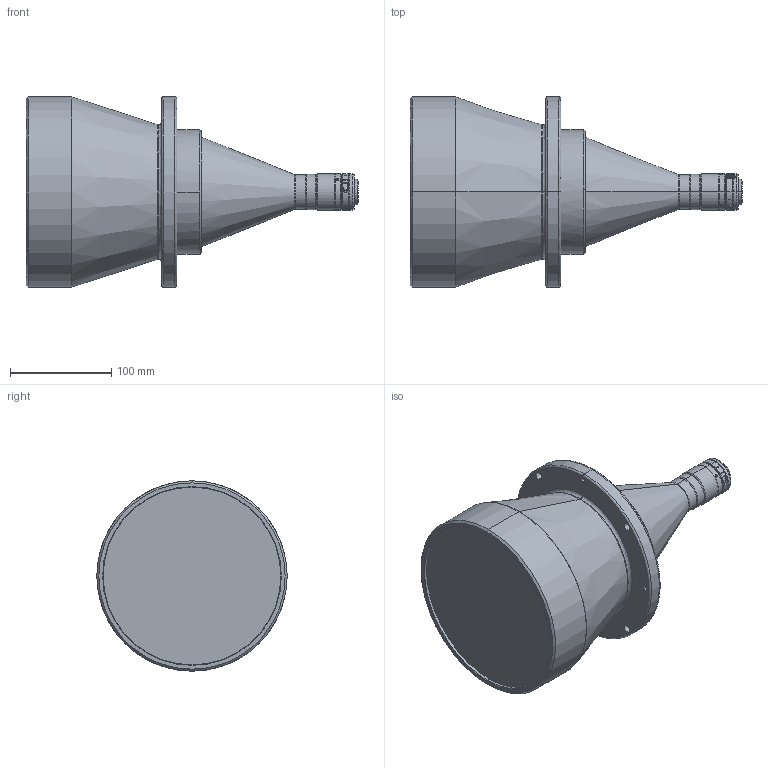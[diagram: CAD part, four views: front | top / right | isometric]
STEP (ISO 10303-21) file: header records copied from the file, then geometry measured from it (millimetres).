
FILE_DESCRIPTION (( 'STEP AP203' ), '1' );
FILE_NAME ('DTCM230-150-AL.STEP', '2019-11-26T08:25:10', ( 'Windows 蚚誧' ), ( '' ), 'SwSTEP 2.0', 'SolidWorks 2017', '' );
FILE_SCHEMA (( 'CONFIG_CONTROL_DESIGN' ));
Length unit declared in the file: millimetre
Products named in the file (1): DTCM230-150-AL
Bounding box: 327.87 x 188 x 188 mm (x, y, z)
Volume: 4118784.3 mm3; surface area: 183792.8 mm2
Topology: 1 solids, 1 shells, 167 faces, 418 edges, 262 vertices
Faces by surface type: cylinder 82, cone 48, plane 23, bspline 14
Entity records: 6297 total; most frequent: CARTESIAN_POINT 2357, ORIENTED_EDGE 828, DIRECTION 786, EDGE_CURVE 414, AXIS2_PLACEMENT_3D 327, VERTEX_POINT 262, EDGE_LOOP 198, CIRCLE 173
